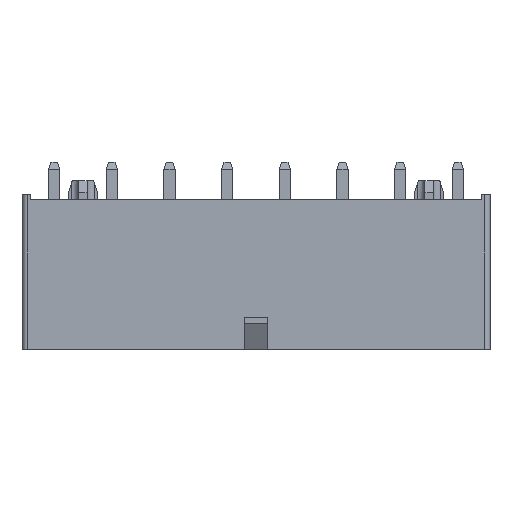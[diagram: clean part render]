
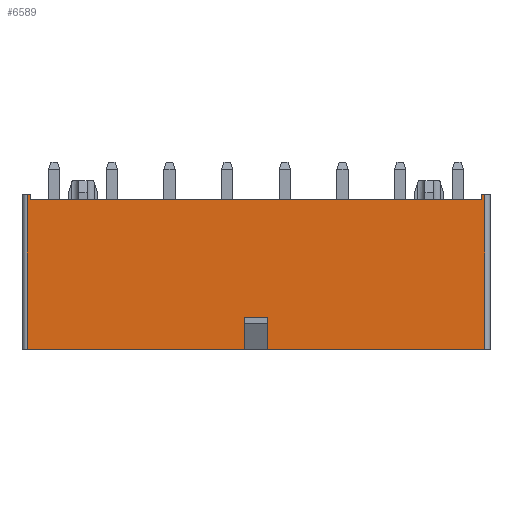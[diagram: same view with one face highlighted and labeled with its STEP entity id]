
A CAD part, top view. The second image highlights one B-rep face of the part: STEP entity #6589.
In plain terms, the highlighted planar face has unit normal (0, 0, 1).
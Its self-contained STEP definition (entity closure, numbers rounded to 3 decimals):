
#359=PLANE('',#7067);
#602=LINE('',#9440,#1417);
#1059=LINE('',#10396,#1874);
#1062=LINE('',#10404,#1877);
#1064=LINE('',#10410,#1879);
#1067=LINE('',#10416,#1882);
#1068=LINE('',#10418,#1883);
#1070=LINE('',#10427,#1885);
#1073=LINE('',#10432,#1888);
#1074=LINE('',#10433,#1889);
#1084=LINE('',#10456,#1899);
#1135=LINE('',#10557,#1950);
#1136=LINE('',#10559,#1951);
#1417=VECTOR('',#7647,1000.);
#1874=VECTOR('',#8468,1000.);
#1877=VECTOR('',#8475,1000.);
#1879=VECTOR('',#8481,1000.);
#1882=VECTOR('',#8486,1000.);
#1883=VECTOR('',#8489,1000.);
#1885=VECTOR('',#8497,1000.);
#1888=VECTOR('',#8502,1000.);
#1889=VECTOR('',#8503,1000.);
#1899=VECTOR('',#8523,1000.);
#1950=VECTOR('',#8672,1000.);
#1951=VECTOR('',#8675,1000.);
#3605=ORIENTED_EDGE('',*,*,#4113,.F.);
#3606=ORIENTED_EDGE('',*,*,#4668,.T.);
#3607=ORIENTED_EDGE('',*,*,#4616,.T.);
#3608=ORIENTED_EDGE('',*,*,#4600,.T.);
#3609=ORIENTED_EDGE('',*,*,#4604,.F.);
#3610=ORIENTED_EDGE('',*,*,#4596,.F.);
#3611=ORIENTED_EDGE('',*,*,#4595,.F.);
#3612=ORIENTED_EDGE('',*,*,#4592,.T.);
#3613=ORIENTED_EDGE('',*,*,#4603,.F.);
#3614=ORIENTED_EDGE('',*,*,#4589,.T.);
#3615=ORIENTED_EDGE('',*,*,#4585,.T.);
#3616=ORIENTED_EDGE('',*,*,#4667,.F.);
#4113=EDGE_CURVE('',#4943,#4944,#602,.T.);
#4585=EDGE_CURVE('',#5261,#5259,#1059,.T.);
#4589=EDGE_CURVE('',#5264,#5261,#1062,.F.);
#4592=EDGE_CURVE('',#5266,#5178,#1064,.T.);
#4595=EDGE_CURVE('',#5266,#5267,#1067,.T.);
#4596=EDGE_CURVE('',#5267,#5177,#1068,.T.);
#4600=EDGE_CURVE('',#5269,#5271,#1070,.T.);
#4603=EDGE_CURVE('',#5264,#5178,#1073,.T.);
#4604=EDGE_CURVE('',#5177,#5271,#1074,.T.);
#4616=EDGE_CURVE('',#5281,#5269,#1084,.T.);
#4667=EDGE_CURVE('',#4944,#5259,#1135,.T.);
#4668=EDGE_CURVE('',#4943,#5281,#1136,.T.);
#4943=VERTEX_POINT('',#9439);
#4944=VERTEX_POINT('',#9441);
#5177=VERTEX_POINT('',#10097);
#5178=VERTEX_POINT('',#10099);
#5259=VERTEX_POINT('',#10394);
#5261=VERTEX_POINT('',#10397);
#5264=VERTEX_POINT('',#10405);
#5266=VERTEX_POINT('',#10411);
#5267=VERTEX_POINT('',#10415);
#5269=VERTEX_POINT('',#10422);
#5271=VERTEX_POINT('',#10426);
#5281=VERTEX_POINT('',#10457);
#5769=EDGE_LOOP('',(#3605,#3606,#3607,#3608,#3609,#3610,#3611,#3612,#3613,
#3614,#3615,#3616));
#6178=FACE_BOUND('',#5769,.T.);
#6589=ADVANCED_FACE('',(#6178),#359,.F.);
#7067=AXIS2_PLACEMENT_3D('',#10558,#8673,#8674);
#7647=DIRECTION('',(1.,0.,0.));
#8468=DIRECTION('',(-1.,0.,0.));
#8475=DIRECTION('',(0.,-1.,0.));
#8481=DIRECTION('',(0.,-1.,0.));
#8486=DIRECTION('',(-1.,0.,0.));
#8489=DIRECTION('',(0.,-1.,0.));
#8497=DIRECTION('',(0.,-1.,0.));
#8502=DIRECTION('',(-1.,0.,0.));
#8503=DIRECTION('',(-1.,0.,0.));
#8523=DIRECTION('',(-1.,0.,0.));
#8672=DIRECTION('',(0.,1.,0.));
#8673=DIRECTION('',(0.,0.,-1.));
#8674=DIRECTION('',(-1.,0.,0.));
#8675=DIRECTION('',(0.,1.,0.));
#9439=CARTESIAN_POINT('',(-22.275,7.15,3.4));
#9440=CARTESIAN_POINT('',(-22.275,7.15,3.4));
#9441=CARTESIAN_POINT('',(22.275,7.15,3.4));
#10097=CARTESIAN_POINT('',(-1.175,-7.65,3.4));
#10099=CARTESIAN_POINT('',(1.175,-7.65,3.4));
#10394=CARTESIAN_POINT('',(22.275,7.65,3.4));
#10396=CARTESIAN_POINT('',(23.125,7.65,3.4));
#10397=CARTESIAN_POINT('',(22.625,7.65,3.4));
#10404=CARTESIAN_POINT('',(22.625,7.65,3.4));
#10405=CARTESIAN_POINT('',(22.625,-7.65,3.4));
#10410=CARTESIAN_POINT('',(1.175,-4.65,3.4));
#10411=CARTESIAN_POINT('',(1.175,-4.65,3.4));
#10415=CARTESIAN_POINT('',(-1.175,-4.65,3.4));
#10416=CARTESIAN_POINT('',(1.175,-4.65,3.4));
#10418=CARTESIAN_POINT('',(-1.175,-4.65,3.4));
#10422=CARTESIAN_POINT('',(-22.625,7.65,3.4));
#10426=CARTESIAN_POINT('',(-22.625,-7.65,3.4));
#10427=CARTESIAN_POINT('',(-22.625,7.65,3.4));
#10432=CARTESIAN_POINT('',(23.125,-7.65,3.4));
#10433=CARTESIAN_POINT('',(23.125,-7.65,3.4));
#10456=CARTESIAN_POINT('',(23.125,7.65,3.4));
#10457=CARTESIAN_POINT('',(-22.275,7.65,3.4));
#10557=CARTESIAN_POINT('',(22.275,7.15,3.4));
#10558=CARTESIAN_POINT('',(23.125,7.65,3.4));
#10559=CARTESIAN_POINT('',(-22.275,7.15,3.4));
